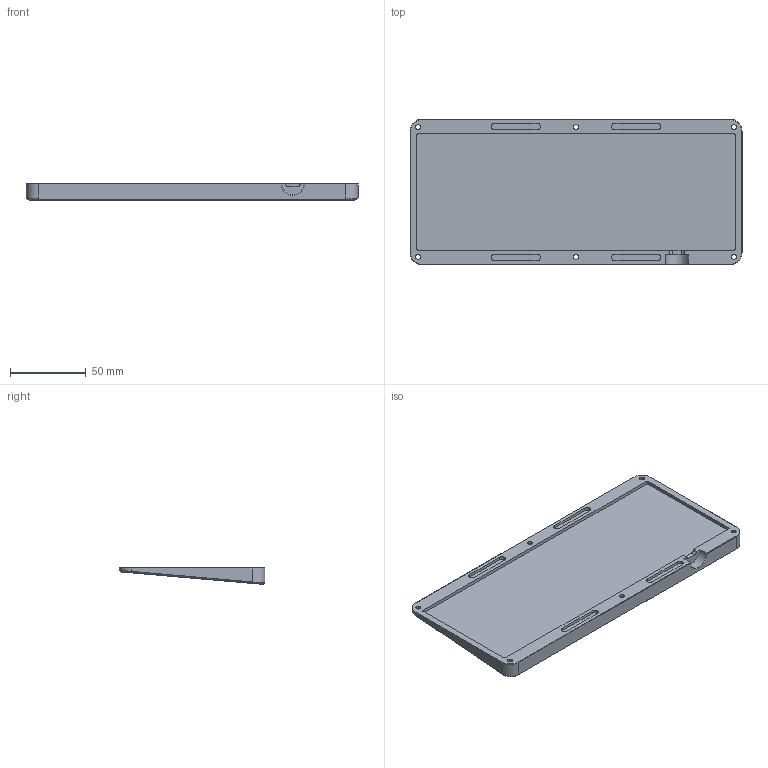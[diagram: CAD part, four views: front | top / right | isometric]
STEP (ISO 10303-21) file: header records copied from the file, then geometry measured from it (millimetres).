
FILE_DESCRIPTION(/* description */ ('','CAx-IF Rec.Pracs.---Representation and Presentation of Product Manufacturing Information (PMI)---4.0---2014-10-13'),/* implementation_level */ '2;1');
FILE_NAME(/* name */ 'Bottom.step',/* time_stamp */ '2025-02-05T13:59:45-08:00',/* author */ (''),/* organization */ (''),/* preprocessor_version */ 'ST-DEVELOPER v20',/* originating_system */ 'Autodesk Translation Framework v13.20.0.188',/* authorisation */ '');
FILE_SCHEMA (('AP242_MANAGED_MODEL_BASED_3D_ENGINEERING_MIM_LF { 1 0 10303 442 1 1 4 }'));
Length unit declared in the file: millimetre
Products named in the file (1): Bottom
Bounding box: 219.55 x 96.2 x 11.11 mm (x, y, z)
Volume: 104607.4 mm3; surface area: 48752.8 mm2
Topology: 1 solids, 1 shells, 123 faces, 287 edges, 180 vertices
Faces by surface type: plane 62, cylinder 40, cone 13, bspline 8
Full cylindrical faces by diameter (mm): 3.25 x6, 5.5 x6
Entity records: 3749 total; most frequent: CARTESIAN_POINT 886, DIRECTION 577, ORIENTED_EDGE 574, EDGE_CURVE 287, AXIS2_PLACEMENT_3D 205, VERTEX_POINT 180, LINE 167, VECTOR 167
